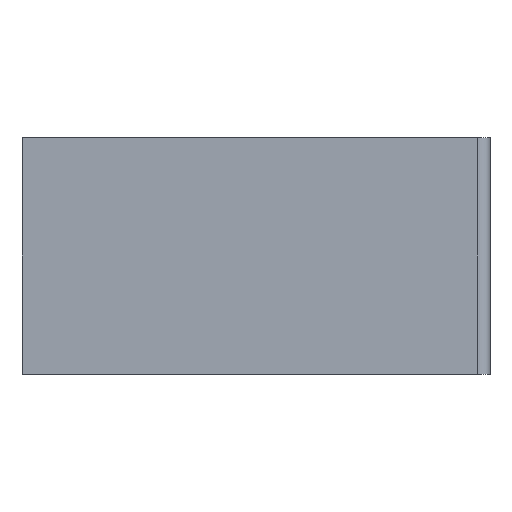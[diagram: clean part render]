
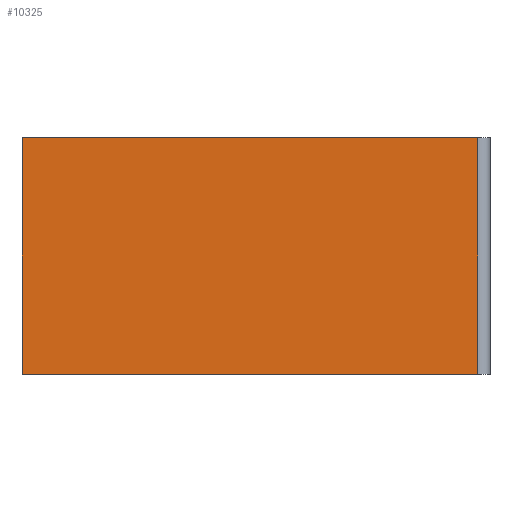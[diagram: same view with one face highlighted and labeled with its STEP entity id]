
A CAD part, left-side view. The second image highlights one B-rep face of the part: STEP entity #10325.
In plain terms, the highlighted planar face has unit normal (-1, 0, 0).
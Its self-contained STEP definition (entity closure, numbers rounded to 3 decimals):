
#959=LINE('',#17245,#1717);
#1048=LINE('',#17888,#1806);
#1146=LINE('',#18832,#1904);
#1358=LINE('',#20183,#2116);
#1717=VECTOR('',#11641,10.);
#1806=VECTOR('',#11978,10.);
#1904=VECTOR('',#12468,10.);
#2116=VECTOR('',#13374,10.);
#2879=FACE_OUTER_BOUND('',#3497,.T.);
#3497=EDGE_LOOP('',(#9571,#9572,#9573,#9574));
#4321=VERTEX_POINT('',#17242);
#4322=VERTEX_POINT('',#17244);
#4474=VERTEX_POINT('',#17886);
#4714=VERTEX_POINT('',#18831);
#5573=EDGE_CURVE('',#4321,#4322,#959,.T.);
#5764=EDGE_CURVE('',#4321,#4474,#1048,.T.);
#6054=EDGE_CURVE('',#4322,#4714,#1146,.T.);
#6464=EDGE_CURVE('',#4714,#4474,#1358,.T.);
#9571=ORIENTED_EDGE('',*,*,#6464,.F.);
#9572=ORIENTED_EDGE('',*,*,#6054,.F.);
#9573=ORIENTED_EDGE('',*,*,#5573,.F.);
#9574=ORIENTED_EDGE('',*,*,#5764,.T.);
#9790=PLANE('',#11118);
#10325=ADVANCED_FACE('',(#2879),#9790,.T.);
#11118=AXIS2_PLACEMENT_3D('',#20234,#13457,#13458);
#11641=DIRECTION('',(0.,0.,1.));
#11978=DIRECTION('',(0.,-1.,0.));
#12468=DIRECTION('',(0.,-1.,0.));
#13374=DIRECTION('',(0.,0.,-1.));
#13457=DIRECTION('center_axis',(-1.,0.,0.));
#13458=DIRECTION('ref_axis',(0.,-1.,0.));
#17242=CARTESIAN_POINT('',(16.5,196.75,0.));
#17244=CARTESIAN_POINT('',(16.5,196.75,96.));
#17245=CARTESIAN_POINT('',(16.5,196.75,0.));
#17886=CARTESIAN_POINT('',(16.5,11.75,0.));
#17888=CARTESIAN_POINT('',(16.5,196.75,0.));
#18831=CARTESIAN_POINT('',(16.5,11.75,96.));
#18832=CARTESIAN_POINT('',(16.5,196.75,96.));
#20183=CARTESIAN_POINT('',(16.5,11.75,0.));
#20234=CARTESIAN_POINT('Origin',(16.5,196.75,0.));
